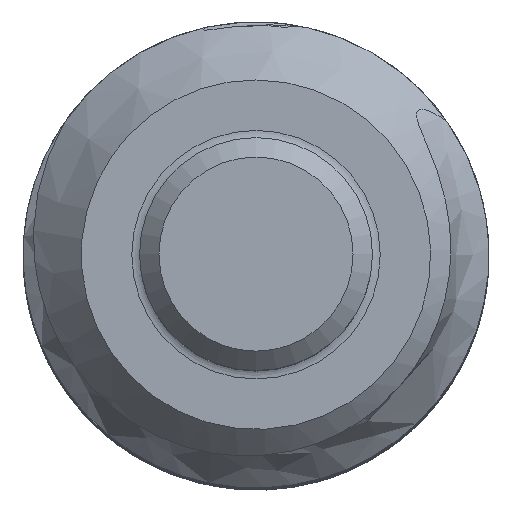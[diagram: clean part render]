
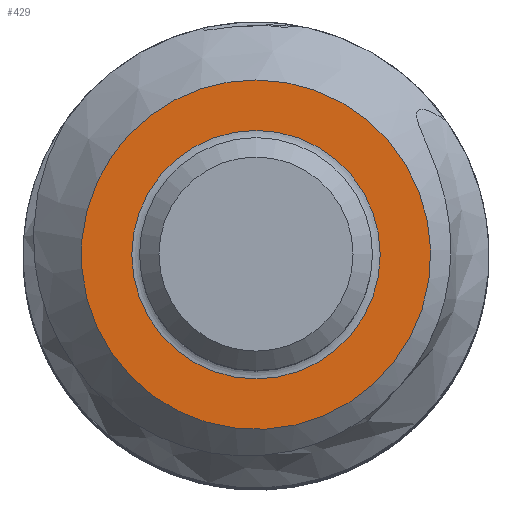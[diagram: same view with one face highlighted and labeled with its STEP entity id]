
A CAD part, top view. The second image highlights one B-rep face of the part: STEP entity #429.
In plain terms, the highlighted planar face has unit normal (0, 0, 1).
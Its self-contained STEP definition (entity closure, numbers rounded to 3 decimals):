
#36=PLANE('',#449);
#46=CIRCLE('',#448,4.5);
#47=CIRCLE('',#450,3.2);
#101=VERTEX_POINT('',#11814);
#102=VERTEX_POINT('',#11817);
#198=EDGE_CURVE('',#101,#101,#46,.T.);
#199=EDGE_CURVE('',#102,#102,#47,.T.);
#312=ORIENTED_EDGE('',*,*,#199,.F.);
#313=ORIENTED_EDGE('',*,*,#198,.F.);
#352=EDGE_LOOP('',(#312));
#353=EDGE_LOOP('',(#313));
#392=FACE_BOUND('',#352,.T.);
#393=FACE_BOUND('',#353,.T.);
#429=ADVANCED_FACE('',(#392,#393),#36,.T.);
#448=AXIS2_PLACEMENT_3D('',#11813,#486,#487);
#449=AXIS2_PLACEMENT_3D('',#11815,#488,$);
#450=AXIS2_PLACEMENT_3D('',#11816,#489,#490);
#486=DIRECTION('',(0.,0.,-1.));
#487=DIRECTION('',(0.,-4.5,0.));
#488=DIRECTION('',(0.,0.,1.));
#489=DIRECTION('',(0.,0.,1.));
#490=DIRECTION('',(0.,3.2,0.));
#11813=CARTESIAN_POINT('',(0.,0.,-9.));
#11814=CARTESIAN_POINT('',(0.,4.5,-9.));
#11815=CARTESIAN_POINT('',(0.,4.6,-9.));
#11816=CARTESIAN_POINT('',(0.,0.,-9.));
#11817=CARTESIAN_POINT('',(0.,3.2,-9.));
